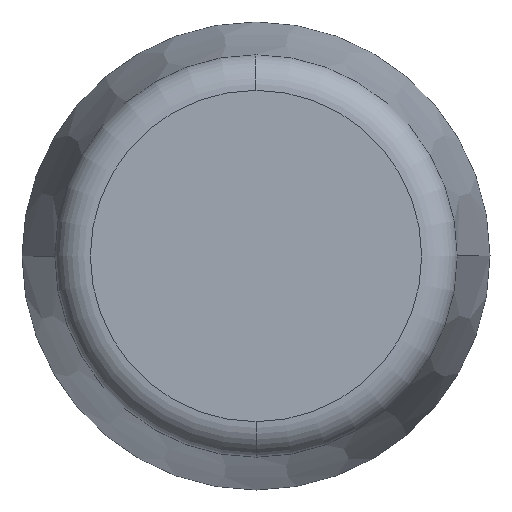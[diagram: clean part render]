
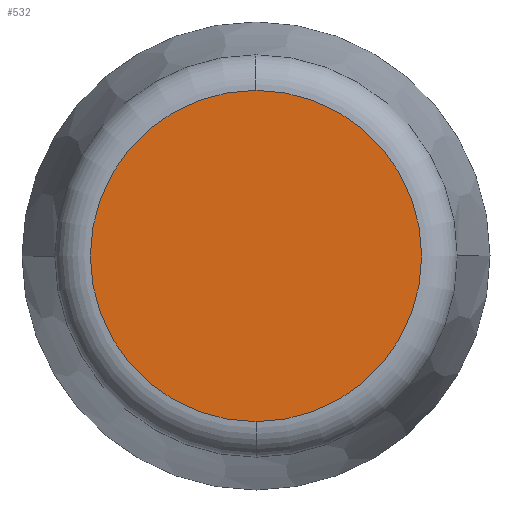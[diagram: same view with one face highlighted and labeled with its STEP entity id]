
A CAD part, front view. The second image highlights one B-rep face of the part: STEP entity #532.
In plain terms, the highlighted planar face has unit normal (0, -1, 0).
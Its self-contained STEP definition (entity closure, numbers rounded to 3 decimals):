
#100=CARTESIAN_POINT('',(10.884,0.0,9.206));
#101=VERTEX_POINT('',#100);
#109=CARTESIAN_POINT('',(10.884,0.0,-9.206));
#110=VERTEX_POINT('',#109);
#111=CARTESIAN_POINT('',(10.884,0.0,0.0));
#112=DIRECTION('',(0.0,1.0,0.0));
#113=DIRECTION('',(1.0,0.0,0.0));
#114=AXIS2_PLACEMENT_3D('',#111,#112,#113);
#115=CIRCLE('',#114,9.206);
#116=EDGE_CURVE('',#101,#110,#115,.T.);
#484=CARTESIAN_POINT('',(1.678,0.0,0.0));
#485=VERTEX_POINT('',#484);
#486=CARTESIAN_POINT('',(10.884,0.0,0.0));
#487=DIRECTION('',(0.0,1.0,0.0));
#488=DIRECTION('',(1.0,0.0,0.0));
#489=AXIS2_PLACEMENT_3D('',#486,#487,#488);
#490=CIRCLE('',#489,9.206);
#491=EDGE_CURVE('',#110,#485,#490,.T.);
#493=CARTESIAN_POINT('',(10.884,0.0,0.0));
#494=DIRECTION('',(0.0,1.0,0.0));
#495=DIRECTION('',(1.0,0.0,0.0));
#496=AXIS2_PLACEMENT_3D('',#493,#494,#495);
#497=CIRCLE('',#496,9.206);
#498=EDGE_CURVE('',#485,#101,#497,.T.);
#522=CARTESIAN_POINT('',(5.442,0.,0.0));
#523=DIRECTION('',(0.0,-1.0,0.0));
#524=DIRECTION('',(0.0,0.0,-1.0));
#525=AXIS2_PLACEMENT_3D('',#522,#523,#524);
#526=PLANE('',#525);
#527=ORIENTED_EDGE('',*,*,#498,.F.);
#528=ORIENTED_EDGE('',*,*,#491,.F.);
#529=ORIENTED_EDGE('',*,*,#116,.F.);
#530=EDGE_LOOP('',(#527,#528,#529));
#531=FACE_OUTER_BOUND('',#530,.T.);
#532=ADVANCED_FACE('',(#531),#526,.T.);
